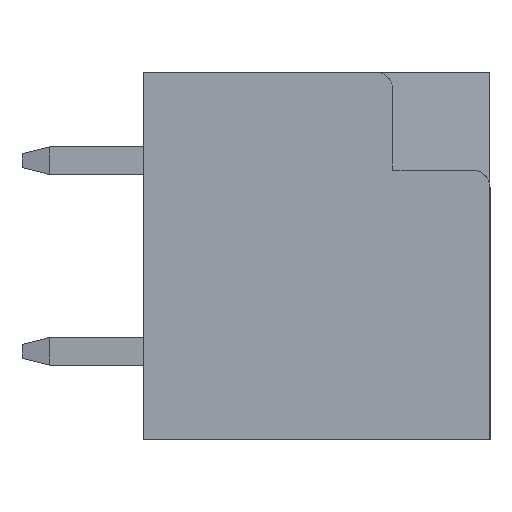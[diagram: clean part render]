
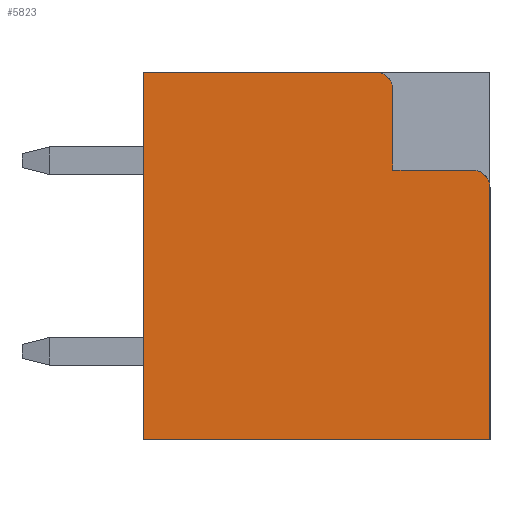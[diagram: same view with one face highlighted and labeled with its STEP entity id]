
A CAD part, left-side view. The second image highlights one B-rep face of the part: STEP entity #5823.
In plain terms, the highlighted planar face has unit normal (-1, 0, 0).
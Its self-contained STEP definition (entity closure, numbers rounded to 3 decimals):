
#255=CIRCLE('',#6267,0.5);
#256=CIRCLE('',#6268,0.5);
#1163=ORIENTED_EDGE('',*,*,#2306,.F.);
#1164=ORIENTED_EDGE('',*,*,#2465,.T.);
#1165=ORIENTED_EDGE('',*,*,#2466,.T.);
#1166=ORIENTED_EDGE('',*,*,#2467,.T.);
#1167=ORIENTED_EDGE('',*,*,#2468,.T.);
#1168=ORIENTED_EDGE('',*,*,#2053,.F.);
#1169=ORIENTED_EDGE('',*,*,#2120,.F.);
#1170=ORIENTED_EDGE('',*,*,#2016,.F.);
#2016=EDGE_CURVE('',#2848,#2849,#3385,.T.);
#2053=EDGE_CURVE('',#2884,#2885,#3419,.T.);
#2120=EDGE_CURVE('',#2849,#2884,#3481,.T.);
#2306=EDGE_CURVE('',#3059,#2848,#3626,.T.);
#2465=EDGE_CURVE('',#3059,#3153,#255,.F.);
#2466=EDGE_CURVE('',#3153,#3154,#3748,.T.);
#2467=EDGE_CURVE('',#3154,#3155,#3749,.T.);
#2468=EDGE_CURVE('',#3155,#2885,#256,.F.);
#2848=VERTEX_POINT('',#8205);
#2849=VERTEX_POINT('',#8207);
#2884=VERTEX_POINT('',#8279);
#2885=VERTEX_POINT('',#8281);
#3059=VERTEX_POINT('',#8799);
#3153=VERTEX_POINT('',#9132);
#3154=VERTEX_POINT('',#9134);
#3155=VERTEX_POINT('',#9136);
#3385=LINE('',#8206,#4069);
#3419=LINE('',#8280,#4103);
#3481=LINE('',#8415,#4165);
#3626=LINE('',#8800,#4310);
#3748=LINE('',#9133,#4432);
#3749=LINE('',#9135,#4433);
#4069=VECTOR('',#6555,1000.);
#4103=VECTOR('',#6597,1000.);
#4165=VECTOR('',#6697,1000.);
#4310=VECTOR('',#7064,1000.);
#4432=VECTOR('',#7404,1000.);
#4433=VECTOR('',#7405,1000.);
#4900=EDGE_LOOP('',(#1163,#1164,#1165,#1166,#1167,#1168,#1169,#1170));
#5261=FACE_BOUND('',#4900,.T.);
#5538=PLANE('',#6266);
#5823=ADVANCED_FACE('',(#5261),#5538,.F.);
#6266=AXIS2_PLACEMENT_3D('',#9130,#7400,#7401);
#6267=AXIS2_PLACEMENT_3D('',#9131,#7402,#7403);
#6268=AXIS2_PLACEMENT_3D('',#9137,#7406,#7407);
#6555=DIRECTION('',(0.,1.,0.));
#6597=DIRECTION('',(0.,-1.,0.));
#6697=DIRECTION('',(0.,0.,1.));
#7064=DIRECTION('',(0.,0.,-1.));
#7400=DIRECTION('',(1.,0.,0.));
#7401=DIRECTION('',(0.,0.,-1.));
#7402=DIRECTION('',(1.,0.,0.));
#7403=DIRECTION('',(0.,0.,-1.));
#7404=DIRECTION('',(0.,1.,0.));
#7405=DIRECTION('',(0.,0.,1.));
#7406=DIRECTION('',(1.,0.,0.));
#7407=DIRECTION('',(0.,0.,-1.));
#8205=CARTESIAN_POINT('',(-7.,-5.,-5.3));
#8206=CARTESIAN_POINT('',(-7.,-5.,-5.3));
#8207=CARTESIAN_POINT('',(-7.,5.,-5.3));
#8279=CARTESIAN_POINT('',(-7.,5.,5.3));
#8280=CARTESIAN_POINT('',(-7.,5.,5.3));
#8281=CARTESIAN_POINT('',(-7.,-1.7,5.3));
#8415=CARTESIAN_POINT('',(-7.,5.,-5.3));
#8799=CARTESIAN_POINT('',(-7.,-5.,1.98));
#8800=CARTESIAN_POINT('',(-7.,-5.,5.3));
#9130=CARTESIAN_POINT('',(-7.,0.,0.));
#9131=CARTESIAN_POINT('',(-7.,-4.5,1.98));
#9132=CARTESIAN_POINT('',(-7.,-4.5,2.48));
#9133=CARTESIAN_POINT('',(-7.,-5.,2.48));
#9134=CARTESIAN_POINT('',(-7.,-2.2,2.48));
#9135=CARTESIAN_POINT('',(-7.,-2.2,2.48));
#9136=CARTESIAN_POINT('',(-7.,-2.2,4.8));
#9137=CARTESIAN_POINT('',(-7.,-1.7,4.8));
